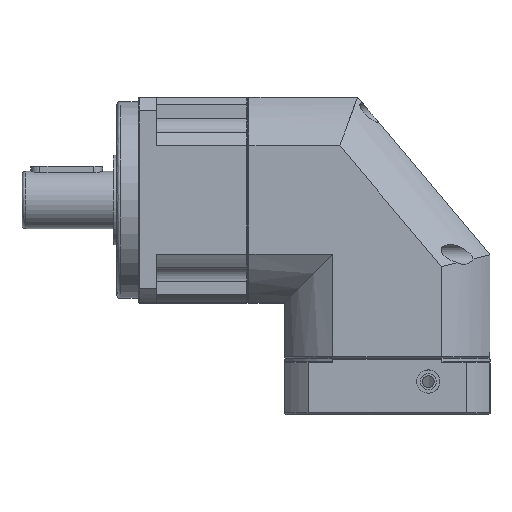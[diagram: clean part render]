
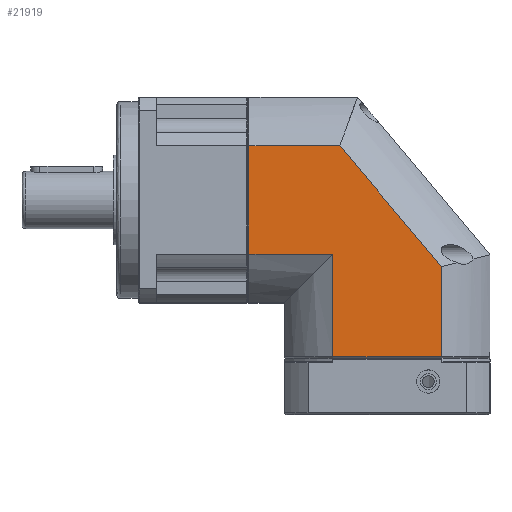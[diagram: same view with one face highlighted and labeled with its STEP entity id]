
A CAD part, top view. The second image highlights one B-rep face of the part: STEP entity #21919.
In plain terms, the highlighted planar face has unit normal (0, 0, 1).
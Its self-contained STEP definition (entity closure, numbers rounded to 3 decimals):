
#299 = DIRECTION ( 'NONE',  ( 1., 0., 0. ) ) ;
#329 = LINE ( 'NONE', #22047, #9674 ) ;
#658 = CARTESIAN_POINT ( 'NONE',  ( -9.042, -13.561, 115. ) ) ;
#1084 = DIRECTION ( 'NONE',  ( 0., 1., 0. ) ) ;
#1159 = EDGE_CURVE ( 'NONE', #12972, #11936, #9175, .T. ) ;
#1246 = AXIS2_PLACEMENT_3D ( 'NONE', #21210, #10821, #299 ) ;
#1291 = EDGE_CURVE ( 'NONE', #10563, #12972, #2532, .T. ) ;
#1984 = DIRECTION ( 'NONE',  ( -1., 0., 0. ) ) ;
#2006 = PLANE ( 'NONE',  #1246 ) ;
#2139 = VECTOR ( 'NONE', #8966, 1000. ) ;
#2532 = LINE ( 'NONE', #658, #11325 ) ;
#2740 = ORIENTED_EDGE ( 'NONE', *, *, #20630, .T. ) ;
#3425 = ORIENTED_EDGE ( 'NONE', *, *, #1159, .T. ) ;
#3694 = ORIENTED_EDGE ( 'NONE', *, *, #8657, .T. ) ;
#3705 = LINE ( 'NONE', #15559, #21152 ) ;
#3808 = EDGE_CURVE ( 'NONE', #11936, #17060, #329, .T. ) ;
#3915 = VECTOR ( 'NONE', #13756, 1000. ) ;
#5233 = EDGE_CURVE ( 'NONE', #18707, #14629, #6833, .T. ) ;
#5414 = CARTESIAN_POINT ( 'NONE',  ( 40.561, -20.52, 115. ) ) ;
#5873 = CARTESIAN_POINT ( 'NONE',  ( 40.561, -20.52, 115. ) ) ;
#6396 = CARTESIAN_POINT ( 'NONE',  ( 40.561, -8.988, 115. ) ) ;
#6833 = LINE ( 'NONE', #5414, #2139 ) ;
#8474 = VECTOR ( 'NONE', #1984, 1000. ) ;
#8657 = EDGE_CURVE ( 'NONE', #14629, #13836, #13070, .T. ) ;
#8966 = DIRECTION ( 'NONE',  ( -0.643, 0.766, 0. ) ) ;
#9175 = LINE ( 'NONE', #20035, #3915 ) ;
#9674 = VECTOR ( 'NONE', #10923, 1000. ) ;
#9729 = VECTOR ( 'NONE', #1084, 1000. ) ;
#10404 = DIRECTION ( 'NONE',  ( 0., -1., 0. ) ) ;
#10563 = VERTEX_POINT ( 'NONE', #21010 ) ;
#10821 = DIRECTION ( 'NONE',  ( 0., 0., 1. ) ) ;
#10923 = DIRECTION ( 'NONE',  ( 1., 0., 0. ) ) ;
#11045 = ORIENTED_EDGE ( 'NONE', *, *, #1291, .T. ) ;
#11288 = ORIENTED_EDGE ( 'NONE', *, *, #3808, .T. ) ;
#11325 = VECTOR ( 'NONE', #15159, 1000. ) ;
#11774 = EDGE_CURVE ( 'NONE', #17060, #18707, #19502, .T. ) ;
#11936 = VERTEX_POINT ( 'NONE', #20719 ) ;
#12167 = ORIENTED_EDGE ( 'NONE', *, *, #11774, .T. ) ;
#12481 = CARTESIAN_POINT ( 'NONE',  ( -9.042, 47.061, 115. ) ) ;
#12972 = VERTEX_POINT ( 'NONE', #15102 ) ;
#13070 = LINE ( 'NONE', #12481, #8474 ) ;
#13756 = DIRECTION ( 'NONE',  ( 0., -1., 0. ) ) ;
#13836 = VERTEX_POINT ( 'NONE', #18090 ) ;
#14629 = VERTEX_POINT ( 'NONE', #16624 ) ;
#15102 = CARTESIAN_POINT ( 'NONE',  ( -20.061, -13.561, 115. ) ) ;
#15159 = DIRECTION ( 'NONE',  ( 1., 0., 0. ) ) ;
#15559 = CARTESIAN_POINT ( 'NONE',  ( -66.95, -8.988, 115. ) ) ;
#15615 = CARTESIAN_POINT ( 'NONE',  ( 40.561, -70.95, 115. ) ) ;
#16624 = CARTESIAN_POINT ( 'NONE',  ( -16.146, 47.061, 115. ) ) ;
#17060 = VERTEX_POINT ( 'NONE', #15615 ) ;
#18090 = CARTESIAN_POINT ( 'NONE',  ( -66.95, 47.061, 115. ) ) ;
#18707 = VERTEX_POINT ( 'NONE', #5873 ) ;
#19502 = LINE ( 'NONE', #6396, #9729 ) ;
#20035 = CARTESIAN_POINT ( 'NONE',  ( -20.061, -8.988, 115. ) ) ;
#20249 = ORIENTED_EDGE ( 'NONE', *, *, #5233, .T. ) ;
#20466 = FACE_OUTER_BOUND ( 'NONE', #21067, .T. ) ;
#20630 = EDGE_CURVE ( 'NONE', #13836, #10563, #3705, .T. ) ;
#20719 = CARTESIAN_POINT ( 'NONE',  ( -20.061, -70.95, 115. ) ) ;
#21010 = CARTESIAN_POINT ( 'NONE',  ( -66.95, -13.561, 115. ) ) ;
#21067 = EDGE_LOOP ( 'NONE', ( #11045, #3425, #11288, #12167, #20249, #3694, #2740 ) ) ;
#21152 = VECTOR ( 'NONE', #10404, 1000. ) ;
#21210 = CARTESIAN_POINT ( 'NONE',  ( -9.042, -8.988, 115. ) ) ;
#21919 = ADVANCED_FACE ( 'NONE', ( #20466 ), #2006, .T. ) ;
#22047 = CARTESIAN_POINT ( 'NONE',  ( -9.042, -70.95, 115. ) ) ;
